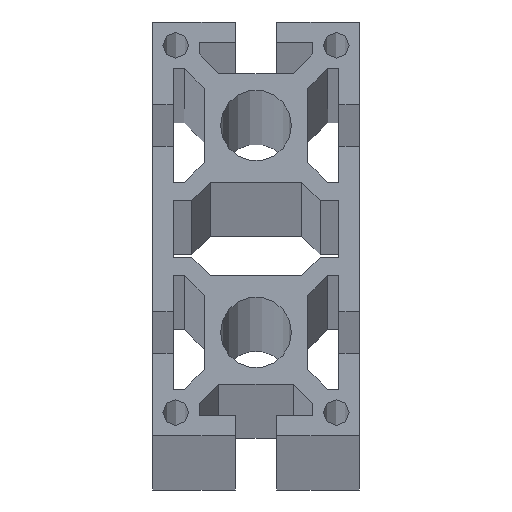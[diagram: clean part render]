
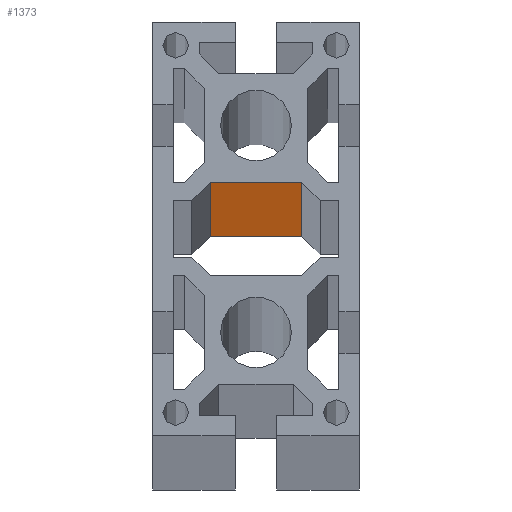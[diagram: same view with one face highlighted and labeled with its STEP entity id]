
A CAD part, top view. The second image highlights one B-rep face of the part: STEP entity #1373.
In plain terms, the highlighted planar face has unit normal (0, -1, 0).
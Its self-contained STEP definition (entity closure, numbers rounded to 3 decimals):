
#125 = EDGE_LOOP ( 'NONE', ( #1030, #1031, #1032, #1033 ) ) ;
#1030 = ORIENTED_EDGE ( 'NONE', *, *, #1449, .T. ) ;
#1031 = ORIENTED_EDGE ( 'NONE', *, *, #1450, .F. ) ;
#1032 = ORIENTED_EDGE ( 'NONE', *, *, #1446, .F. ) ;
#1033 = ORIENTED_EDGE ( 'NONE', *, *, #1451, .T. ) ;
#1241 = AXIS2_PLACEMENT_3D ( 'NONE', #2280, #2281, #2282 ) ;
#1373 = ADVANCED_FACE ( 'NONE', ( #1526 ), #2279, .F. ) ;
#1446 = EDGE_CURVE ( 'NONE', #1759, #1760, #2388, .T. ) ;
#1449 = EDGE_CURVE ( 'NONE', #1748, #1747, #2394, .T. ) ;
#1450 = EDGE_CURVE ( 'NONE', #1760, #1747, #2396, .T. ) ;
#1451 = EDGE_CURVE ( 'NONE', #1759, #1748, #2398, .T. ) ;
#1526 = FACE_OUTER_BOUND ( 'NONE', #125, .T. ) ;
#1747 = VERTEX_POINT ( 'NONE', #2782 ) ;
#1748 = VERTEX_POINT ( 'NONE', #2783 ) ;
#1759 = VERTEX_POINT ( 'NONE', #2794 ) ;
#1760 = VERTEX_POINT ( 'NONE', #2795 ) ;
#2107 = CARTESIAN_POINT ( 'NONE',  ( 8.879, 9., -3000. ) ) ;
#2108 = DIRECTION ( 'NONE',  ( 0., 0., -1. ) ) ;
#2113 = CARTESIAN_POINT ( 'NONE',  ( -8.879, 9., -3000. ) ) ;
#2114 = DIRECTION ( 'NONE',  ( 0., 0., -1. ) ) ;
#2115 = CARTESIAN_POINT ( 'NONE',  ( 0., 9., -6000. ) ) ;
#2116 = DIRECTION ( 'NONE',  ( -1., 0., 0. ) ) ;
#2117 = CARTESIAN_POINT ( 'NONE',  ( 0., 9., 0. ) ) ;
#2118 = DIRECTION ( 'NONE',  ( -1., 0., 0. ) ) ;
#2279 = PLANE ( 'NONE',  #1241 ) ;
#2280 = CARTESIAN_POINT ( 'NONE',  ( 8.879, 9., -6000. ) ) ;
#2281 = DIRECTION ( 'NONE',  ( 0., 1., 0. ) ) ;
#2282 = DIRECTION ( 'NONE',  ( -1., 0., 0. ) ) ;
#2388 = LINE ( 'NONE', #2107, #2389 ) ;
#2389 = VECTOR ( 'NONE', #2108, 1000. ) ;
#2394 = LINE ( 'NONE', #2113, #2395 ) ;
#2395 = VECTOR ( 'NONE', #2114, 1000. ) ;
#2396 = LINE ( 'NONE', #2115, #2397 ) ;
#2397 = VECTOR ( 'NONE', #2116, 1000. ) ;
#2398 = LINE ( 'NONE', #2117, #2399 ) ;
#2399 = VECTOR ( 'NONE', #2118, 1000. ) ;
#2782 = CARTESIAN_POINT ( 'NONE',  ( -8.879, 9., -6000. ) ) ;
#2783 = CARTESIAN_POINT ( 'NONE',  ( -8.879, 9., 0. ) ) ;
#2794 = CARTESIAN_POINT ( 'NONE',  ( 8.879, 9., 0. ) ) ;
#2795 = CARTESIAN_POINT ( 'NONE',  ( 8.879, 9., -6000. ) ) ;
